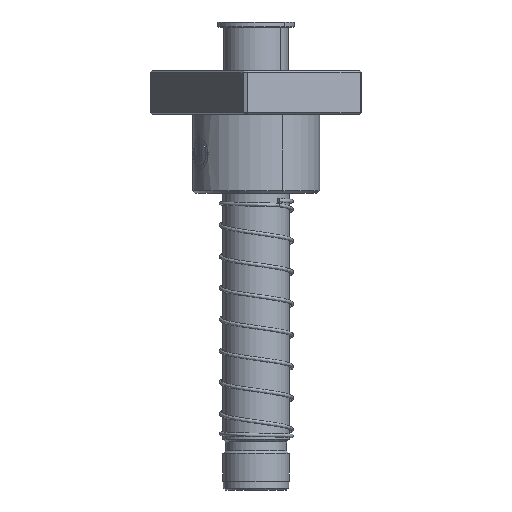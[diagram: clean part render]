
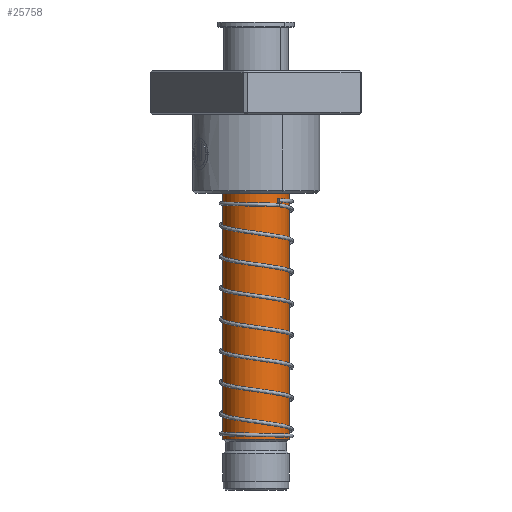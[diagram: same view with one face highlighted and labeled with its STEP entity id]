
A CAD part, front view. The second image highlights one B-rep face of the part: STEP entity #25758.
In plain terms, the highlighted cylindrical face has radius 19 mm (diameter 38 mm), a partial arc.
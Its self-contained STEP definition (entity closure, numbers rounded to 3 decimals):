
#1334 = DIRECTION ( 'NONE',  ( 0., 0., -1. ) ) ;
#1507 = CIRCLE ( 'NONE', #43806, 19. ) ;
#2501 = DIRECTION ( 'NONE',  ( 1., 0., 0. ) ) ;
#2866 = LINE ( 'NONE', #18087, #26231 ) ;
#5733 = EDGE_CURVE ( 'NONE', #42628, #48520, #2866, .T. ) ;
#9075 = FACE_OUTER_BOUND ( 'NONE', #11956, .T. ) ;
#9786 = EDGE_CURVE ( 'NONE', #42628, #44143, #11808, .T. ) ;
#9788 = CARTESIAN_POINT ( 'NONE',  ( -19., 0., 237. ) ) ;
#11808 = CIRCLE ( 'NONE', #36501, 19. ) ;
#11956 = EDGE_LOOP ( 'NONE', ( #45362, #39471, #25041, #34223 ) ) ;
#13078 = DIRECTION ( 'NONE',  ( -1., 0., 0. ) ) ;
#15297 = CARTESIAN_POINT ( 'NONE',  ( 0., 0., 29. ) ) ;
#15652 = CARTESIAN_POINT ( 'NONE',  ( 19., 0., 237. ) ) ;
#16208 = DIRECTION ( 'NONE',  ( 0., 0., -1. ) ) ;
#17065 = AXIS2_PLACEMENT_3D ( 'NONE', #24143, #1334, #13078 ) ;
#18087 = CARTESIAN_POINT ( 'NONE',  ( 19., 0., 240. ) ) ;
#19816 = LINE ( 'NONE', #46661, #22809 ) ;
#21434 = DIRECTION ( 'NONE',  ( 0., 0., -1. ) ) ;
#22809 = VECTOR ( 'NONE', #16208, 1000. ) ;
#24143 = CARTESIAN_POINT ( 'NONE',  ( 0., 0., 240. ) ) ;
#25041 = ORIENTED_EDGE ( 'NONE', *, *, #26240, .T. ) ;
#25758 = ADVANCED_FACE ( 'NONE', ( #9075 ), #34204, .T. ) ;
#26231 = VECTOR ( 'NONE', #21434, 1000. ) ;
#26240 = EDGE_CURVE ( 'NONE', #44143, #33145, #19816, .T. ) ;
#29135 = CARTESIAN_POINT ( 'NONE',  ( 0., 0., 237. ) ) ;
#29628 = DIRECTION ( 'NONE',  ( 0., 0., -1. ) ) ;
#30023 = DIRECTION ( 'NONE',  ( 0., 0., -1. ) ) ;
#33145 = VERTEX_POINT ( 'NONE', #36123 ) ;
#33848 = DIRECTION ( 'NONE',  ( -1., 0., 0. ) ) ;
#34204 = CYLINDRICAL_SURFACE ( 'NONE', #17065, 19. ) ;
#34223 = ORIENTED_EDGE ( 'NONE', *, *, #35483, .F. ) ;
#35483 = EDGE_CURVE ( 'NONE', #48520, #33145, #1507, .T. ) ;
#36123 = CARTESIAN_POINT ( 'NONE',  ( -19., 0., 29. ) ) ;
#36501 = AXIS2_PLACEMENT_3D ( 'NONE', #29135, #29628, #2501 ) ;
#38170 = CARTESIAN_POINT ( 'NONE',  ( 19., 0., 29. ) ) ;
#39471 = ORIENTED_EDGE ( 'NONE', *, *, #9786, .T. ) ;
#42628 = VERTEX_POINT ( 'NONE', #15652 ) ;
#43806 = AXIS2_PLACEMENT_3D ( 'NONE', #15297, #30023, #33848 ) ;
#44143 = VERTEX_POINT ( 'NONE', #9788 ) ;
#45362 = ORIENTED_EDGE ( 'NONE', *, *, #5733, .F. ) ;
#46661 = CARTESIAN_POINT ( 'NONE',  ( -19., 0., 240. ) ) ;
#48520 = VERTEX_POINT ( 'NONE', #38170 ) ;
